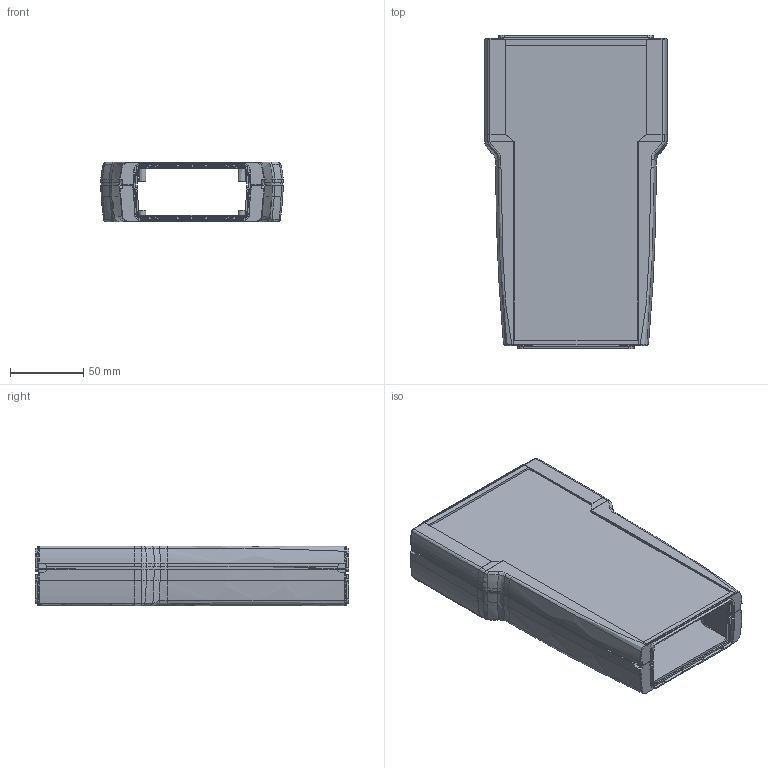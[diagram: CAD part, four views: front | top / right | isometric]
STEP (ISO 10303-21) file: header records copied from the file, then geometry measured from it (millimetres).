
FILE_DESCRIPTION(/* description */ (''),/* implementation_level */ '2;1');
FILE_NAME(/* name */ '34186511_ART 865 F.stp',/* time_stamp */ '2022-03-28T09:54:17+02:00',/* author */ ('luedemann'),/* organization */ (''),/* preprocessor_version */ 'ST-DEVELOPER v18.1',/* originating_system */ 'Autodesk Inventor 2022',/* authorisation */ '');
FILE_SCHEMA (('AUTOMOTIVE_DESIGN { 1 0 10303 214 3 1 1 }'));
Products named in the file (5): 34186511_ART 865 F; Bauteil14; 1007759_3Dsym; SHR Z KA25X14 WN 1442 OG_3DSYM; 1007675_3DSYM
Assembly tree (6 placements, depth 2):
  34186511_ART 865 F
    Bauteil14
    1007759_3Dsym
    SHR Z KA25X14 WN 1442 OG_3DSYM  x2
    1007675_3DSYM  x2
Bounding box: 125 x 214.4 x 41 mm (x, y, z)
Volume: 207932.3 mm3; surface area: 146846.4 mm2
Topology: 6 solids, 6 shells, 1716 faces, 4491 edges, 2873 vertices
Faces by surface type: plane 986, cylinder 388, cone 139, bspline 121, torus 72, sphere 10
Full cylindrical faces by diameter (mm): 2 x36, 2.5 x38, 2.6 x2, 4.4 x2, 4.8 x2, 5 x34
Entity records: 55223 total; most frequent: CARTESIAN_POINT 14287, ORIENTED_EDGE 8600, DIRECTION 8495, EDGE_CURVE 4300, AXIS2_PLACEMENT_3D 2874, VERTEX_POINT 2759, LINE 2747, VECTOR 2747
